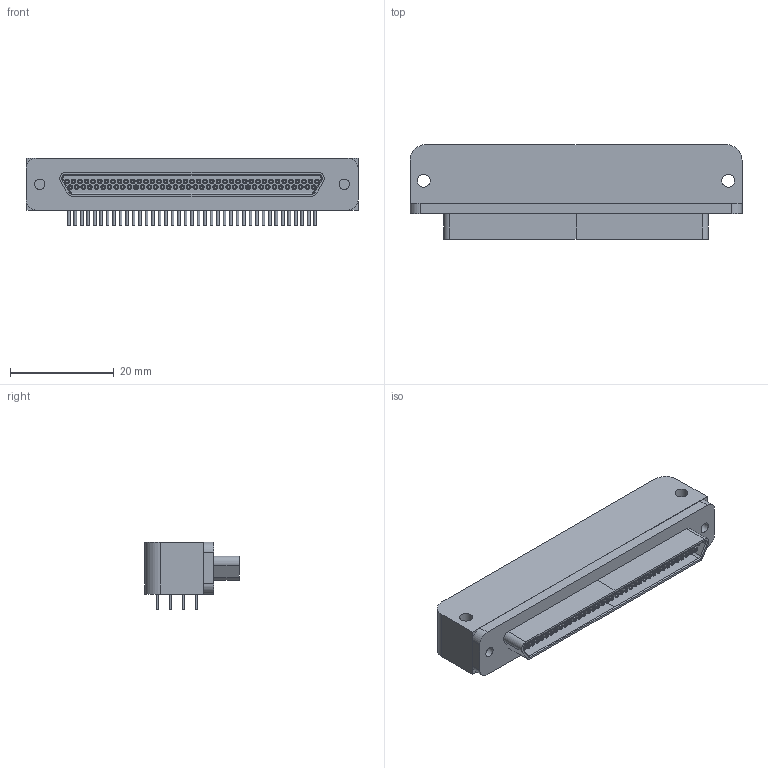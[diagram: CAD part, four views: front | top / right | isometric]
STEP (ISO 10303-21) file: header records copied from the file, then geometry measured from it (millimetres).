
FILE_DESCRIPTION(('FreeCAD Model'),'2;1');
FILE_NAME('Open CASCADE Shape Model','2024-11-07T01:17:06',(''),(''), 'Open CASCADE STEP processor 7.8','FreeCAD','Unknown');
FILE_SCHEMA(('AUTOMOTIVE_DESIGN { 1 0 10303 214 1 1 1 1 }'));
Length unit declared in the file: millimetre
Products named in the file (8): microD; base; flange; array_jack_h; jack_pin_h; array_jack_l; array_solder_77p; solder_pin_77p
Assembly tree (159 placements, depth 3):
  microD
    base
    flange
    array_jack_h
      jack_pin_h  x39
    array_jack_l
      jack_pin_h  x38
    array_solder_77p
      solder_pin_77p  x77
Bounding box: 64 x 18.2 x 13 mm (x, y, z)
Volume: 8820.5 mm3; surface area: 7304.6 mm2
Topology: 156 solids, 156 shells, 674 faces, 987 edges, 629 vertices
Faces by surface type: plane 342, cylinder 251, cone 81
Full cylindrical faces by diameter (mm): 0.5 x154, 0.9 x77, 2 x4, 2.5 x2
Entity records: 3268 total; most frequent: DIRECTION 654, CARTESIAN_POINT 474, ORIENTED_EDGE 302, AXIS2_PLACEMENT_3D 277, PRODUCT_DEFINITION_SHAPE 167, CONTEXT_DEPENDENT_SHAPE_REPRESENTATION 159, ITEM_DEFINED_TRANSFORMATION 159, NEXT_ASSEMBLY_USAGE_OCCURRENCE 159
